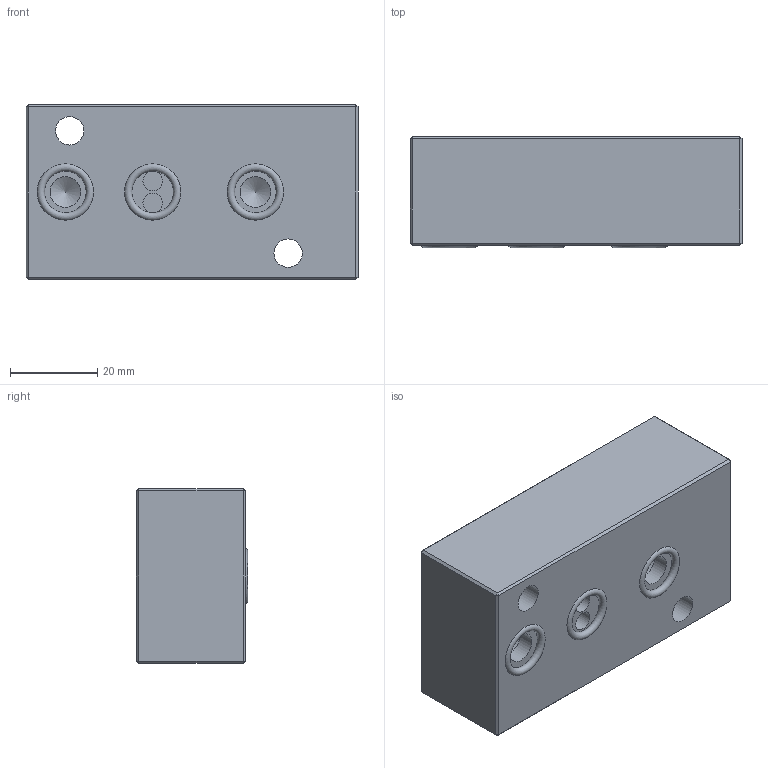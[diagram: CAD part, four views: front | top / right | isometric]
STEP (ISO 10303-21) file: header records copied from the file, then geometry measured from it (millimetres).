
FILE_DESCRIPTION((''),'2;1');
FILE_NAME('LT65Z2800_CS.stp','2017-08-29T13:23:27',('wxie'),(''),'Autodesk Inventor 2013','Autodesk Inventor 2013','');
FILE_SCHEMA(('AUTOMOTIVE_DESIGN { 1 0 10303 214 1 1 1 1 }'));
Length unit declared in the file: millimetre
Products named in the file (1): LT65Z2800_CS
Bounding box: 76 x 25.48 x 40 mm (x, y, z)
Volume: 71972.9 mm3; surface area: 14506.2 mm2
Topology: 1 solids, 1 shells, 68 faces, 136 edges, 80 vertices
Faces by surface type: plane 45, cylinder 13, torus 6, cone 4
Full cylindrical faces by diameter (mm): 4.5 x2, 6.5 x2, 7 x2, 10.5 x2, 12.6 x3, 22 x1, 23 x1
Entity records: 1645 total; most frequent: DIRECTION 278, CARTESIAN_POINT 242, ORIENTED_EDGE 206, EDGE_LOOP 108, AXIS2_PLACEMENT_3D 106, EDGE_CURVE 103, VERTEX_POINT 70, STYLED_ITEM 69
